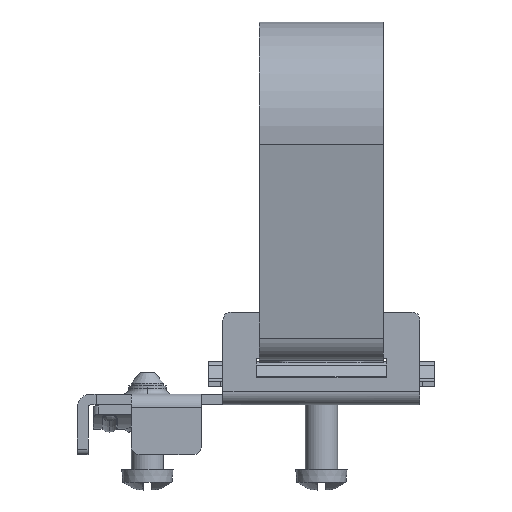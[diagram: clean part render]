
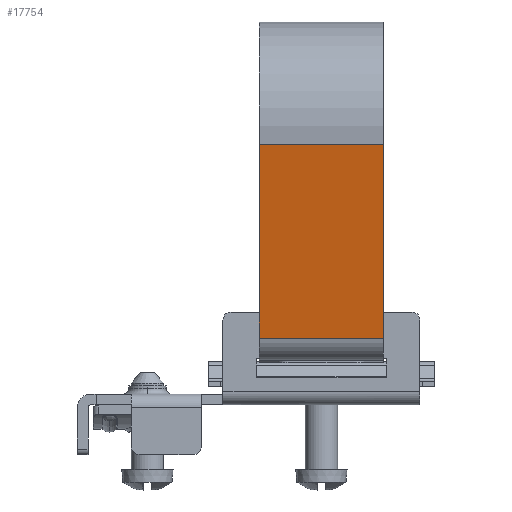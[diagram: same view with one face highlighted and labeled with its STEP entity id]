
A CAD part, left-side view. The second image highlights one B-rep face of the part: STEP entity #17754.
In plain terms, the highlighted planar face has unit normal (-0.985, 0, -0.174).
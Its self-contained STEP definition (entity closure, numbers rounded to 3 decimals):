
#2247 = VECTOR ( 'NONE', #3654, 1000. ) ;
#2312 = CARTESIAN_POINT ( 'NONE',  ( -11.457, 6.75, 48.297 ) ) ;
#3162 = EDGE_CURVE ( 'NONE', #23047, #23736, #17557, .T. ) ;
#3479 = EDGE_CURVE ( 'NONE', #11223, #23736, #17889, .T. ) ;
#3547 = DIRECTION ( 'NONE',  ( 0.174, 0., -0.985 ) ) ;
#3654 = DIRECTION ( 'NONE',  ( -0.174, 0., 0.985 ) ) ;
#4545 = DIRECTION ( 'NONE',  ( 0., 1., 0. ) ) ;
#5095 = ORIENTED_EDGE ( 'NONE', *, *, #9712, .F. ) ;
#6368 = VECTOR ( 'NONE', #3547, 1000. ) ;
#6775 = CARTESIAN_POINT ( 'NONE',  ( -11.457, 29.75, 48.297 ) ) ;
#7919 = CARTESIAN_POINT ( 'NONE',  ( -5.124, 29.75, 12.382 ) ) ;
#7989 = LINE ( 'NONE', #7919, #2247 ) ;
#9061 = ORIENTED_EDGE ( 'NONE', *, *, #3162, .T. ) ;
#9141 = DIRECTION ( 'NONE',  ( 0., -1., 0. ) ) ;
#9712 = EDGE_CURVE ( 'NONE', #23047, #9891, #7989, .T. ) ;
#9891 = VERTEX_POINT ( 'NONE', #6775 ) ;
#10067 = VECTOR ( 'NONE', #4545, 1000. ) ;
#10230 = CARTESIAN_POINT ( 'NONE',  ( -1.294, 18.25, -9.338 ) ) ;
#11223 = VERTEX_POINT ( 'NONE', #26350 ) ;
#11227 = ORIENTED_EDGE ( 'NONE', *, *, #3479, .F. ) ;
#12427 = DIRECTION ( 'NONE',  ( -0.985, 0., -0.174 ) ) ;
#12701 = EDGE_CURVE ( 'NONE', #11223, #9891, #17214, .T. ) ;
#13970 = EDGE_LOOP ( 'NONE', ( #11227, #20448, #5095, #9061 ) ) ;
#17214 = LINE ( 'NONE', #24092, #10067 ) ;
#17416 = CARTESIAN_POINT ( 'NONE',  ( -5.124, 6.75, 12.382 ) ) ;
#17557 = LINE ( 'NONE', #24334, #22657 ) ;
#17754 = ADVANCED_FACE ( 'NONE', ( #20095 ), #23257, .T. ) ;
#17889 = LINE ( 'NONE', #2312, #6368 ) ;
#20095 = FACE_OUTER_BOUND ( 'NONE', #13970, .T. ) ;
#20448 = ORIENTED_EDGE ( 'NONE', *, *, #12701, .T. ) ;
#20763 = AXIS2_PLACEMENT_3D ( 'NONE', #10230, #12427, #27639 ) ;
#22657 = VECTOR ( 'NONE', #9141, 1000. ) ;
#23047 = VERTEX_POINT ( 'NONE', #27810 ) ;
#23257 = PLANE ( 'NONE',  #20763 ) ;
#23736 = VERTEX_POINT ( 'NONE', #17416 ) ;
#24092 = CARTESIAN_POINT ( 'NONE',  ( -11.457, 18.25, 48.297 ) ) ;
#24334 = CARTESIAN_POINT ( 'NONE',  ( -5.124, 18.25, 12.382 ) ) ;
#26350 = CARTESIAN_POINT ( 'NONE',  ( -11.457, 6.75, 48.297 ) ) ;
#27639 = DIRECTION ( 'NONE',  ( -0.174, 0., 0.985 ) ) ;
#27810 = CARTESIAN_POINT ( 'NONE',  ( -5.124, 29.75, 12.382 ) ) ;
